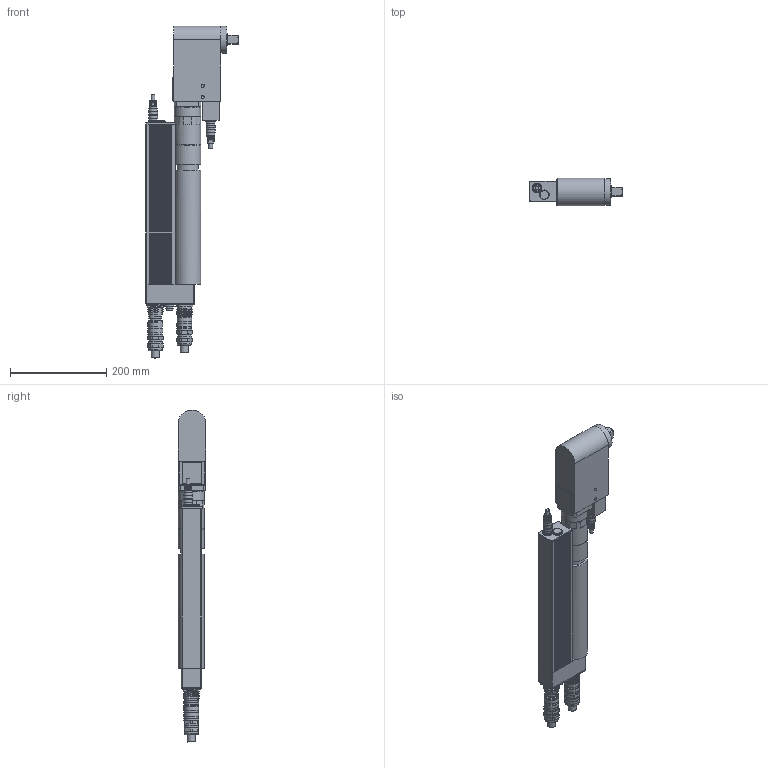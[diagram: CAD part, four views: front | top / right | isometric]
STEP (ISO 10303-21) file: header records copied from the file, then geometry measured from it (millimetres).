
FILE_DESCRIPTION((''),'2;1');
FILE_NAME('947537A4.stp','2011-03-25T14:26:35',('e4c32'),(''),'Autodesk Inventor 11','Autodesk Inventor 11','');
FILE_SCHEMA(('AUTOMOTIVE_DESIGN { 1 0 10303 214 1 1 1 1 }'));
Length unit declared in the file: millimetre
Products named in the file (6): 947537A4_IAM_001; 2WK3B_IPT_001; 2BTS-2BXA_IPT_001.ipt_Motor und Getriebe; 961089-002_IPT_002.ipt_Stecker gerade; 961104-005_IPT_002.ipt_Stecker gerade; 961104-005_IPT_001.ipt_Stecker gerade
Assembly tree (6 placements, depth 2):
  947537A4_IAM_001
    2WK3B_IPT_001
    2BTS-2BXA_IPT_001.ipt_Motor und Getriebe
    961089-002_IPT_002.ipt_Stecker gerade  x2
    961104-005_IPT_002.ipt_Stecker gerade
    961104-005_IPT_001.ipt_Stecker gerade
Bounding box: 192.17 x 58 x 691.4 mm (x, y, z)
Volume: 3038151.2 mm3; surface area: 283112.3 mm2
Topology: 6 solids, 6 shells, 964 faces, 2356 edges, 1478 vertices
Faces by surface type: plane 703, cylinder 196, cone 41, bspline 12, torus 12
Full cylindrical faces by diameter (mm): 5.5 x4, 6.647 x2, 8 x2, 12 x1, 13 x1, 13.4 x2, 13.5 x1, 14 x10, 14.2 x2, 15.5 x1, 16 x7, 16.5 x2, 17.5 x1, 17.587 x4, 18 x5, 18.7 x4, 20 x5, 22.5 x2, 24 x1, 25 x1, 25.2 x1, 25.5 x1, 26.4 x1, 27.047 x1, 28 x2, 28.5 x1, 29 x1, 29.4 x3, 29.5 x2, 29.8 x4
Entity records: 26191 total; most frequent: CARTESIAN_POINT 5325, ORIENTED_EDGE 4262, DIRECTION 4145, EDGE_CURVE 2131, VECTOR 1437, LINE 1437, VERTEX_POINT 1410, AXIS2_PLACEMENT_3D 1354
